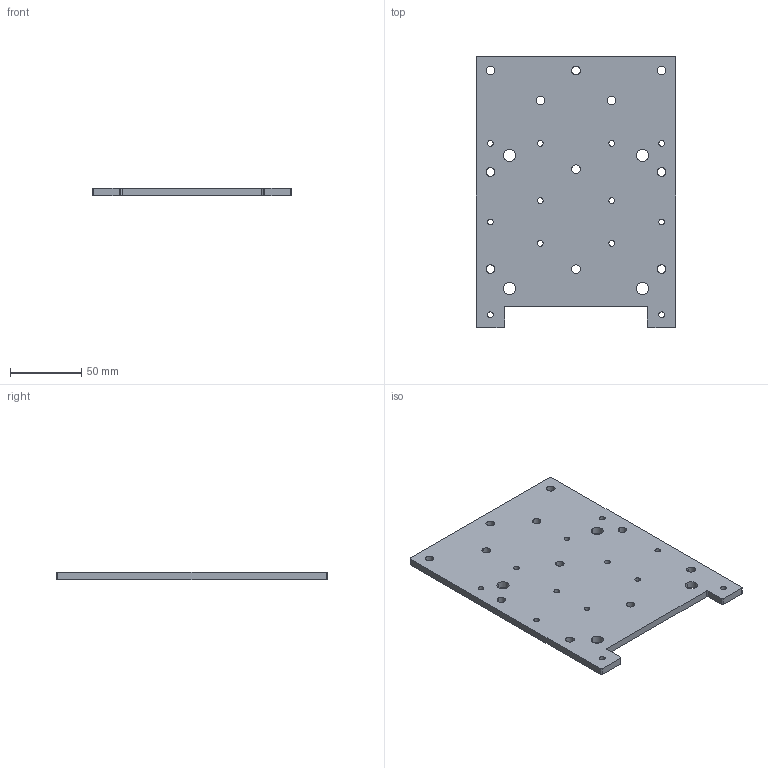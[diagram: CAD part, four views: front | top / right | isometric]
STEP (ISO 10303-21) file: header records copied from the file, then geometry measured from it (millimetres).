
FILE_DESCRIPTION((''),'2;1');
FILE_NAME('TORSO_MOUNT_BOX_B_CARBONB','2022-07-16T15:05:37',('ccha425'),('Department of Mechanical Engineering, The University of Auckland'),'CREO PARAMETRIC BY PTC INC, 2017260','CREO PARAMETRIC BY PTC INC, 2017260','');
FILE_SCHEMA(('CONFIG_CONTROL_DESIGN'));
Length unit declared in the file: millimetre
Products named in the file (1): TORSO_MOUNT_BOX_B_CARBONB
Bounding box: 140 x 190 x 5 mm (x, y, z)
Volume: 122051.7 mm3; surface area: 54578.3 mm2
Topology: 1 solids, 1 shells, 72 faces, 210 edges, 140 vertices
Faces by surface type: cylinder 62, plane 10
Entity records: 2604 total; most frequent: DIRECTION 478, CARTESIAN_POINT 422, ORIENTED_EDGE 420, EDGE_CURVE 210, AXIS2_PLACEMENT_3D 196, VERTEX_POINT 140, EDGE_LOOP 126, CIRCLE 124
